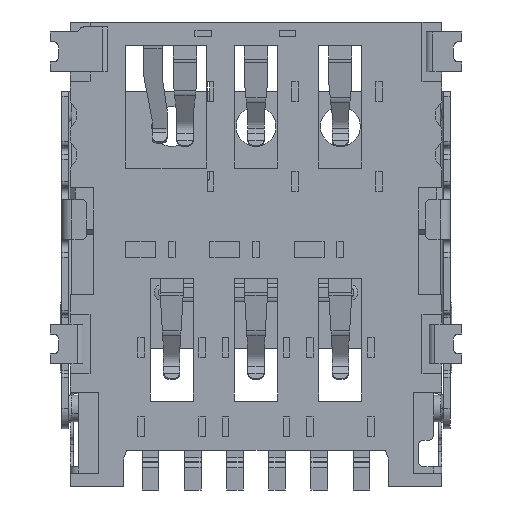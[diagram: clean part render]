
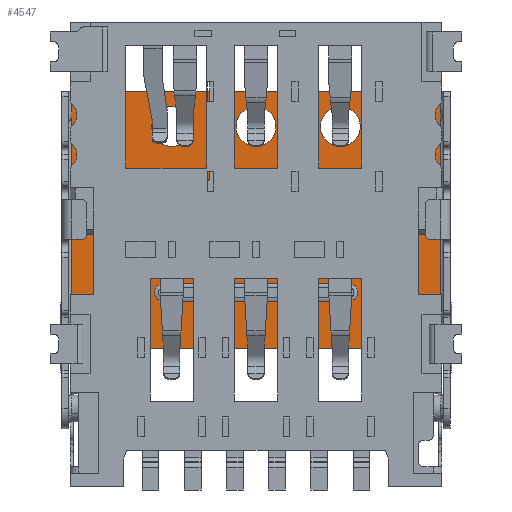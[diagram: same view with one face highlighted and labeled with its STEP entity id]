
A CAD part, front view. The second image highlights one B-rep face of the part: STEP entity #4547.
In plain terms, the highlighted planar face has unit normal (0, -1, 0).
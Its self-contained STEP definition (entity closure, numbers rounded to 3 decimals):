
#4547=ADVANCED_FACE('NONE',(#9438,#9439,#9440,#9441,#9442,#9443),#9444,.F.);
#9438=FACE_OUTER_BOUND('',#12675,.T.);
#9439=FACE_BOUND('',#12676,.T.);
#9440=FACE_BOUND('',#12677,.T.);
#9441=FACE_BOUND('',#12678,.T.);
#9442=FACE_BOUND('',#12679,.T.);
#9443=FACE_BOUND('',#12680,.T.);
#9444=PLANE('',#12681);
#12675=EDGE_LOOP('',(#22125,#22126,#22127,#22128,#22129,#22130,#22131,#22132,#22133,#22134,#22135,#22136));
#12676=EDGE_LOOP('',(#22137,#22138));
#12677=EDGE_LOOP('',(#22139,#22140));
#12678=EDGE_LOOP('',(#22141,#22142));
#12679=EDGE_LOOP('',(#22143,#22144,#22145,#22146));
#12680=EDGE_LOOP('',(#22147,#22148,#22149,#22150));
#12681=AXIS2_PLACEMENT_3D('',#22151,#22152,#22153);
#22125=ORIENTED_EDGE('',*,*,#28997,.F.);
#22126=ORIENTED_EDGE('',*,*,#29000,.F.);
#22127=ORIENTED_EDGE('',*,*,#29001,.F.);
#22128=ORIENTED_EDGE('',*,*,#29004,.F.);
#22129=ORIENTED_EDGE('',*,*,#29005,.F.);
#22130=ORIENTED_EDGE('',*,*,#29008,.F.);
#22131=ORIENTED_EDGE('',*,*,#29010,.F.);
#22132=ORIENTED_EDGE('',*,*,#29032,.T.);
#22133=ORIENTED_EDGE('',*,*,#29017,.F.);
#22134=ORIENTED_EDGE('',*,*,#29033,.T.);
#22135=ORIENTED_EDGE('',*,*,#29028,.F.);
#22136=ORIENTED_EDGE('',*,*,#29031,.F.);
#22137=ORIENTED_EDGE('',*,*,#28859,.F.);
#22138=ORIENTED_EDGE('',*,*,#28978,.F.);
#22139=ORIENTED_EDGE('',*,*,#28863,.F.);
#22140=ORIENTED_EDGE('',*,*,#28979,.F.);
#22141=ORIENTED_EDGE('',*,*,#28867,.F.);
#22142=ORIENTED_EDGE('',*,*,#28980,.F.);
#22143=ORIENTED_EDGE('',*,*,#28984,.F.);
#22144=ORIENTED_EDGE('',*,*,#28976,.T.);
#22145=ORIENTED_EDGE('',*,*,#28985,.F.);
#22146=ORIENTED_EDGE('',*,*,#28983,.F.);
#22147=ORIENTED_EDGE('',*,*,#29034,.T.);
#22148=ORIENTED_EDGE('',*,*,#29035,.T.);
#22149=ORIENTED_EDGE('',*,*,#29036,.T.);
#22150=ORIENTED_EDGE('',*,*,#29037,.T.);
#22151=CARTESIAN_POINT('',(5.772,1.2,-10.005));
#22152=DIRECTION('',(-0.0,1.0,0.0));
#22153=DIRECTION('',(1.0,0.0,0.0));
#28859=EDGE_CURVE('NONE',#32861,#32862,#32863,.T.);
#28863=EDGE_CURVE('NONE',#32869,#32870,#32871,.T.);
#28867=EDGE_CURVE('NONE',#32877,#32878,#32879,.T.);
#28976=EDGE_CURVE('NONE',#33092,#33090,#33093,.T.);
#28978=EDGE_CURVE('NONE',#32862,#32861,#33095,.T.);
#28979=EDGE_CURVE('NONE',#32870,#32869,#33096,.T.);
#28980=EDGE_CURVE('NONE',#32878,#32877,#33097,.T.);
#28983=EDGE_CURVE('NONE',#33100,#33098,#33102,.T.);
#28984=EDGE_CURVE('NONE',#33092,#33100,#33103,.T.);
#28985=EDGE_CURVE('NONE',#33098,#33090,#33104,.T.);
#28997=EDGE_CURVE('NONE',#33121,#33123,#33124,.T.);
#29000=EDGE_CURVE('NONE',#33126,#33121,#33128,.T.);
#29001=EDGE_CURVE('NONE',#33129,#33126,#33130,.T.);
#29004=EDGE_CURVE('NONE',#33132,#33129,#33134,.T.);
#29005=EDGE_CURVE('NONE',#33135,#33132,#33136,.T.);
#29008=EDGE_CURVE('NONE',#33138,#33135,#33140,.T.);
#29010=EDGE_CURVE('NONE',#33141,#33138,#33144,.T.);
#29017=EDGE_CURVE('NONE',#33154,#33156,#33157,.T.);
#29028=EDGE_CURVE('NONE',#33173,#33175,#33176,.T.);
#29031=EDGE_CURVE('NONE',#33123,#33173,#33180,.T.);
#29032=EDGE_CURVE('NONE',#33141,#33156,#33181,.T.);
#29033=EDGE_CURVE('NONE',#33154,#33175,#33182,.T.);
#29034=EDGE_CURVE('NONE',#33183,#33184,#33185,.T.);
#29035=EDGE_CURVE('NONE',#33184,#33186,#33187,.T.);
#29036=EDGE_CURVE('NONE',#33186,#33188,#33189,.T.);
#29037=EDGE_CURVE('NONE',#33188,#33183,#33190,.T.);
#32861=VERTEX_POINT('NONE',#36857);
#32862=VERTEX_POINT('NONE',#36858);
#32863=CIRCLE('',#36859,0.6);
#32869=VERTEX_POINT('NONE',#36867);
#32870=VERTEX_POINT('NONE',#36868);
#32871=CIRCLE('',#36869,0.6);
#32877=VERTEX_POINT('NONE',#36877);
#32878=VERTEX_POINT('NONE',#36878);
#32879=CIRCLE('',#36879,0.6);
#33090=VERTEX_POINT('NONE',#37530);
#33092=VERTEX_POINT('NONE',#37533);
#33093=CIRCLE('',#37534,0.85);
#33095=CIRCLE('',#37537,0.6);
#33096=CIRCLE('',#37538,0.6);
#33097=CIRCLE('',#37539,0.6);
#33098=VERTEX_POINT('NONE',#37540);
#33100=VERTEX_POINT('NONE',#37543);
#33102=CIRCLE('',#37546,0.85);
#33103=LINE('',#37547,#37548);
#33104=LINE('',#37549,#37550);
#33121=VERTEX_POINT('NONE',#37609);
#33123=VERTEX_POINT('NONE',#37612);
#33124=LINE('',#37613,#37614);
#33126=VERTEX_POINT('NONE',#37617);
#33128=CIRCLE('',#37620,0.5);
#33129=VERTEX_POINT('NONE',#37621);
#33130=LINE('',#37622,#37623);
#33132=VERTEX_POINT('NONE',#37626);
#33134=CIRCLE('',#37629,0.5);
#33135=VERTEX_POINT('NONE',#37630);
#33136=LINE('',#37631,#37632);
#33138=VERTEX_POINT('NONE',#37635);
#33140=CIRCLE('',#37638,0.5);
#33141=VERTEX_POINT('NONE',#37639);
#33144=LINE('',#37642,#37643);
#33154=VERTEX_POINT('NONE',#37656);
#33156=VERTEX_POINT('NONE',#37658);
#33157=LINE('',#37659,#37660);
#33173=VERTEX_POINT('NONE',#37682);
#33175=VERTEX_POINT('NONE',#37685);
#33176=LINE('',#37686,#37687);
#33180=CIRCLE('',#37692,0.5);
#33181=LINE('',#37693,#37694);
#33182=LINE('',#37695,#37696);
#33183=VERTEX_POINT('NONE',#37697);
#33184=VERTEX_POINT('NONE',#37698);
#33185=LINE('',#37699,#37700);
#33186=VERTEX_POINT('NONE',#37701);
#33187=CIRCLE('',#37702,0.259);
#33188=VERTEX_POINT('NONE',#37703);
#33189=LINE('',#37704,#37705);
#33190=CIRCLE('',#37706,0.259);
#36857=CARTESIAN_POINT('',(-3.14,1.2,-3.15));
#36858=CARTESIAN_POINT('',(-1.94,1.2,-3.15));
#36859=AXIS2_PLACEMENT_3D('',#41615,#41616,#41617);
#36867=CARTESIAN_POINT('',(-0.6,1.2,-3.15));
#36868=CARTESIAN_POINT('',(0.6,1.2,-3.15));
#36869=AXIS2_PLACEMENT_3D('',#41623,#41624,#41625);
#36877=CARTESIAN_POINT('',(1.94,1.2,-3.15));
#36878=CARTESIAN_POINT('',(3.14,1.2,-3.15));
#36879=AXIS2_PLACEMENT_3D('',#41631,#41632,#41633);
#37530=CARTESIAN_POINT('',(-2.5,1.2,-4.9));
#37533=CARTESIAN_POINT('',(-2.5,1.2,-6.6));
#37534=AXIS2_PLACEMENT_3D('',#41745,#41746,#41747);
#37537=AXIS2_PLACEMENT_3D('',#41749,#41750,#41751);
#37538=AXIS2_PLACEMENT_3D('',#41752,#41753,#41754);
#37539=AXIS2_PLACEMENT_3D('',#41755,#41756,#41757);
#37540=CARTESIAN_POINT('',(2.5,1.2,-4.9));
#37543=CARTESIAN_POINT('',(2.5,1.2,-6.6));
#37546=AXIS2_PLACEMENT_3D('',#41760,#41761,#41762);
#37547=CARTESIAN_POINT('',(0.,1.2,-6.6));
#37548=VECTOR('',#41763,1000.0);
#37549=CARTESIAN_POINT('',(0.,1.2,-4.9));
#37550=VECTOR('',#41764,1000.0);
#37609=CARTESIAN_POINT('',(-3.383,1.2,-9.75));
#37612=CARTESIAN_POINT('',(-3.917,1.2,-9.35));
#37613=CARTESIAN_POINT('',(-3.65,1.2,-9.55));
#37614=VECTOR('',#41780,1000.0);
#37617=CARTESIAN_POINT('',(-3.083,1.2,-9.85));
#37620=AXIS2_PLACEMENT_3D('',#41783,#41784,#41785);
#37621=CARTESIAN_POINT('',(3.083,1.2,-9.85));
#37622=CARTESIAN_POINT('',(0.,1.2,-9.85));
#37623=VECTOR('',#41786,1000.0);
#37626=CARTESIAN_POINT('',(3.383,1.2,-9.75));
#37629=AXIS2_PLACEMENT_3D('',#41789,#41790,#41791);
#37630=CARTESIAN_POINT('',(3.917,1.2,-9.35));
#37631=CARTESIAN_POINT('',(3.65,1.2,-9.55));
#37632=VECTOR('',#41792,1000.0);
#37635=CARTESIAN_POINT('',(4.217,1.2,-9.25));
#37638=AXIS2_PLACEMENT_3D('',#41795,#41796,#41797);
#37639=CARTESIAN_POINT('',(5.55,1.2,-9.25));
#37642=CARTESIAN_POINT('',(5.033,1.2,-9.25));
#37643=VECTOR('',#41801,1000.0);
#37656=CARTESIAN_POINT('',(-5.55,1.2,-2.1));
#37658=CARTESIAN_POINT('',(5.55,1.2,-2.1));
#37659=CARTESIAN_POINT('',(0.,1.2,-2.1));
#37660=VECTOR('',#41814,1000.0);
#37682=CARTESIAN_POINT('',(-4.217,1.2,-9.25));
#37685=CARTESIAN_POINT('',(-5.55,1.2,-9.25));
#37686=CARTESIAN_POINT('',(-5.033,1.2,-9.25));
#37687=VECTOR('',#41831,1000.0);
#37692=AXIS2_PLACEMENT_3D('',#41836,#41837,#41838);
#37693=CARTESIAN_POINT('',(5.55,1.2,-5.975));
#37694=VECTOR('',#41839,1000.0);
#37695=CARTESIAN_POINT('',(-5.55,1.2,-5.975));
#37696=VECTOR('',#41840,1000.0);
#37697=CARTESIAN_POINT('',(-2.8,1.2,-7.891));
#37698=CARTESIAN_POINT('',(2.8,1.2,-7.891));
#37699=CARTESIAN_POINT('',(0.,1.2,-7.891));
#37700=VECTOR('',#41841,1000.0);
#37701=CARTESIAN_POINT('',(2.8,1.2,-8.409));
#37702=AXIS2_PLACEMENT_3D('',#41842,#41843,#41844);
#37703=CARTESIAN_POINT('',(-2.8,1.2,-8.409));
#37704=CARTESIAN_POINT('',(0.,1.2,-8.409));
#37705=VECTOR('',#41845,1000.0);
#37706=AXIS2_PLACEMENT_3D('',#41846,#41847,#41848);
#41615=CARTESIAN_POINT('',(-2.54,1.2,-3.15));
#41616=DIRECTION('',(0.,-1.0,-0.0));
#41617=DIRECTION('',(-1.0,0.,0.0));
#41623=CARTESIAN_POINT('',(0.,1.2,-3.15));
#41624=DIRECTION('',(0.,-1.0,-0.0));
#41625=DIRECTION('',(-1.0,0.,0.0));
#41631=CARTESIAN_POINT('',(2.54,1.2,-3.15));
#41632=DIRECTION('',(0.,-1.0,-0.0));
#41633=DIRECTION('',(-1.0,0.,0.0));
#41745=CARTESIAN_POINT('',(-2.5,1.2,-5.75));
#41746=DIRECTION('',(0.0,1.0,0.0));
#41747=DIRECTION('',(0.0,0.0,1.0));
#41749=CARTESIAN_POINT('',(-2.54,1.2,-3.15));
#41750=DIRECTION('',(0.,-1.0,-0.0));
#41751=DIRECTION('',(-1.0,0.,0.0));
#41752=CARTESIAN_POINT('',(0.,1.2,-3.15));
#41753=DIRECTION('',(0.,-1.0,-0.0));
#41754=DIRECTION('',(-1.0,0.,0.0));
#41755=CARTESIAN_POINT('',(2.54,1.2,-3.15));
#41756=DIRECTION('',(0.,-1.0,-0.0));
#41757=DIRECTION('',(-1.0,0.,0.0));
#41760=CARTESIAN_POINT('',(2.5,1.2,-5.75));
#41761=DIRECTION('',(0.0,-1.0,0.0));
#41762=DIRECTION('',(0.0,0.0,1.0));
#41763=DIRECTION('',(1.0,0.0,0.0));
#41764=DIRECTION('',(-1.0,-0.0,-0.0));
#41780=DIRECTION('',(-0.8,0.0,0.6));
#41783=CARTESIAN_POINT('',(-3.083,1.2,-9.35));
#41784=DIRECTION('',(0.0,1.0,0.));
#41785=DIRECTION('',(0.0,0.,1.0));
#41786=DIRECTION('',(-1.0,-0.0,-0.0));
#41789=CARTESIAN_POINT('',(3.083,1.2,-9.35));
#41790=DIRECTION('',(0.0,1.0,0.));
#41791=DIRECTION('',(0.0,0.,1.0));
#41792=DIRECTION('',(-0.8,-0.0,-0.6));
#41795=CARTESIAN_POINT('',(4.217,1.2,-9.75));
#41796=DIRECTION('',(0.0,-1.0,0.0));
#41797=DIRECTION('',(0.0,0.0,-1.0));
#41801=DIRECTION('',(-1.0,-0.0,-0.0));
#41814=DIRECTION('',(1.0,0.0,0.0));
#41831=DIRECTION('',(-1.0,-0.0,-0.0));
#41836=CARTESIAN_POINT('',(-4.217,1.2,-9.75));
#41837=DIRECTION('',(0.0,-1.0,0.0));
#41838=DIRECTION('',(0.0,0.0,-1.0));
#41839=DIRECTION('',(0.0,0.0,1.0));
#41840=DIRECTION('',(-0.0,-0.0,-1.0));
#41841=DIRECTION('',(1.0,0.0,0.0));
#41842=CARTESIAN_POINT('',(2.8,1.2,-8.15));
#41843=DIRECTION('',(0.0,1.0,0.0));
#41844=DIRECTION('',(0.0,0.0,-1.0));
#41845=DIRECTION('',(-1.0,-0.0,-0.0));
#41846=CARTESIAN_POINT('',(-2.8,1.2,-8.15));
#41847=DIRECTION('',(0.0,1.0,0.0));
#41848=DIRECTION('',(0.,0.0,-1.0));
